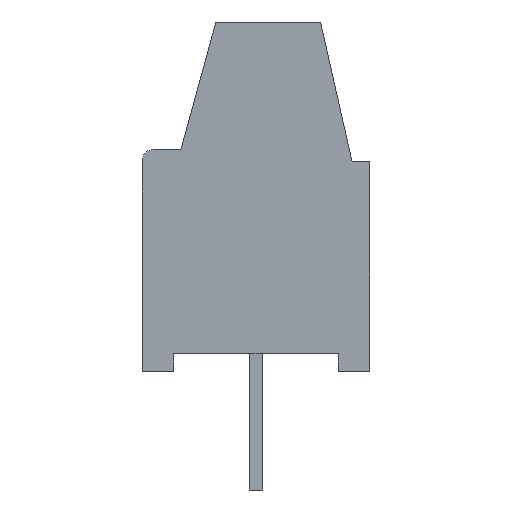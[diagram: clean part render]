
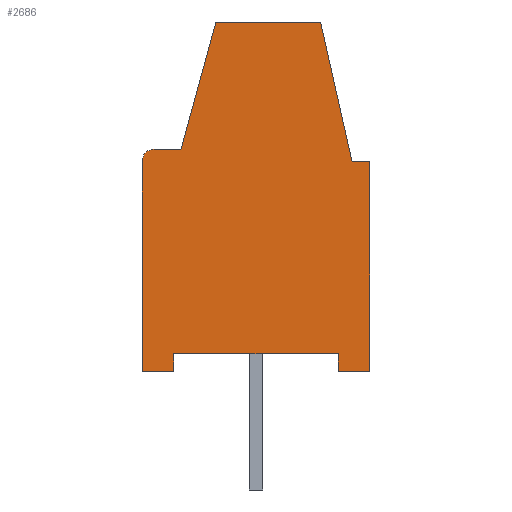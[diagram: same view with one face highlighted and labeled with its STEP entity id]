
A CAD part, left-side view. The second image highlights one B-rep face of the part: STEP entity #2686.
In plain terms, the highlighted planar face has unit normal (-1, 0, 0).
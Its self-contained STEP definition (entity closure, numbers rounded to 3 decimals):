
#593=DIRECTION('',(0.,0.264,-0.964));
#594=VECTOR('',#593,3.785);
#595=CARTESIAN_POINT('',(-5.31,1.15,0.));
#596=LINE('',#595,#594);
#597=DIRECTION('',(0.,1.,0.));
#598=VECTOR('',#597,3.);
#599=CARTESIAN_POINT('',(-5.31,-1.85,0.));
#600=LINE('',#599,#598);
#601=DIRECTION('',(0.,0.22,0.976));
#602=VECTOR('',#601,4.1);
#603=CARTESIAN_POINT('',(-5.31,-2.75,-4.));
#604=LINE('',#603,#602);
#605=DIRECTION('',(0.,1.,0.));
#606=VECTOR('',#605,0.5);
#607=CARTESIAN_POINT('',(-5.31,-3.25,-4.));
#608=LINE('',#607,#606);
#609=DIRECTION('',(0.,0.,1.));
#610=VECTOR('',#609,6.);
#611=CARTESIAN_POINT('',(-5.31,-3.25,-10.));
#612=LINE('',#611,#610);
#613=DIRECTION('',(0.,-1.,0.));
#614=VECTOR('',#613,0.9);
#615=CARTESIAN_POINT('',(-5.31,-2.35,-10.));
#616=LINE('',#615,#614);
#617=DIRECTION('',(0.,0.,-1.));
#618=VECTOR('',#617,0.5);
#619=CARTESIAN_POINT('',(-5.31,-2.35,-9.5));
#620=LINE('',#619,#618);
#621=DIRECTION('',(0.,-1.,0.));
#622=VECTOR('',#621,4.7);
#623=CARTESIAN_POINT('',(-5.31,2.35,-9.5));
#624=LINE('',#623,#622);
#625=DIRECTION('',(0.,0.,1.));
#626=VECTOR('',#625,0.5);
#627=CARTESIAN_POINT('',(-5.31,2.35,-10.));
#628=LINE('',#627,#626);
#629=DIRECTION('',(0.,-1.,0.));
#630=VECTOR('',#629,0.9);
#631=CARTESIAN_POINT('',(-5.31,3.25,-10.));
#632=LINE('',#631,#630);
#633=DIRECTION('',(0.,0.,-1.));
#634=VECTOR('',#633,6.05);
#635=CARTESIAN_POINT('',(-5.31,3.25,-3.95));
#636=LINE('',#635,#634);
#637=CARTESIAN_POINT('',(-5.31,2.95,-3.95));
#638=DIRECTION('',(-1.,0.,0.));
#639=DIRECTION('',(0.,0.,1.));
#640=AXIS2_PLACEMENT_3D('',#637,#638,#639);
#642=DIRECTION('',(0.,1.,0.));
#643=VECTOR('',#642,0.8);
#644=CARTESIAN_POINT('',(-5.31,2.15,-3.65));
#645=LINE('',#644,#643);
#1512=CARTESIAN_POINT('',(-5.31,1.15,0.));
#1513=CARTESIAN_POINT('',(-5.31,2.15,-3.65));
#1514=VERTEX_POINT('',#1512);
#1515=VERTEX_POINT('',#1513);
#1516=CARTESIAN_POINT('',(-5.31,2.95,-3.65));
#1517=VERTEX_POINT('',#1516);
#1518=CARTESIAN_POINT('',(-5.31,3.25,-3.95));
#1519=CARTESIAN_POINT('',(-5.31,3.25,-10.));
#1520=VERTEX_POINT('',#1518);
#1521=VERTEX_POINT('',#1519);
#1522=CARTESIAN_POINT('',(-5.31,2.35,-10.));
#1523=VERTEX_POINT('',#1522);
#1524=CARTESIAN_POINT('',(-5.31,2.35,-9.5));
#1525=VERTEX_POINT('',#1524);
#1526=CARTESIAN_POINT('',(-5.31,-2.35,-9.5));
#1527=VERTEX_POINT('',#1526);
#1528=CARTESIAN_POINT('',(-5.31,-2.35,-10.));
#1529=VERTEX_POINT('',#1528);
#1530=CARTESIAN_POINT('',(-5.31,-3.25,-10.));
#1531=VERTEX_POINT('',#1530);
#1532=CARTESIAN_POINT('',(-5.31,-3.25,-4.));
#1533=VERTEX_POINT('',#1532);
#1534=CARTESIAN_POINT('',(-5.31,-2.75,-4.));
#1535=VERTEX_POINT('',#1534);
#1536=CARTESIAN_POINT('',(-5.31,-1.85,0.));
#1537=VERTEX_POINT('',#1536);
#2661=CARTESIAN_POINT('',(-5.31,0.,0.));
#2662=DIRECTION('',(-1.,0.,0.));
#2663=DIRECTION('',(0.,-1.,0.));
#2664=AXIS2_PLACEMENT_3D('',#2661,#2662,#2663);
#2665=PLANE('',#2664);
#2666=ORIENTED_EDGE('',*,*,#1984,.F.);
#2668=ORIENTED_EDGE('',*,*,#2667,.F.);
#2670=ORIENTED_EDGE('',*,*,#2669,.F.);
#2672=ORIENTED_EDGE('',*,*,#2671,.F.);
#2673=ORIENTED_EDGE('',*,*,#2262,.F.);
#2674=ORIENTED_EDGE('',*,*,#2245,.F.);
#2675=ORIENTED_EDGE('',*,*,#2217,.F.);
#2676=ORIENTED_EDGE('',*,*,#2151,.F.);
#2677=ORIENTED_EDGE('',*,*,#2655,.F.);
#2678=ORIENTED_EDGE('',*,*,#2629,.F.);
#2679=ORIENTED_EDGE('',*,*,#2086,.F.);
#2681=ORIENTED_EDGE('',*,*,#2680,.F.);
#2683=ORIENTED_EDGE('',*,*,#2682,.F.);
#2684=EDGE_LOOP('',(#2666,#2668,#2670,#2672,#2673,#2674,#2675,#2676,#2677,#2678,
#2679,#2681,#2683));
#2685=FACE_OUTER_BOUND('',#2684,.F.);
#2686=ADVANCED_FACE('',(#2685),#2665,.T.);
#641=CIRCLE('',#640,0.3);
#1984=EDGE_CURVE('',#1514,#1515,#596,.T.);
#2086=EDGE_CURVE('',#1520,#1521,#636,.T.);
#2151=EDGE_CURVE('',#1525,#1527,#624,.T.);
#2217=EDGE_CURVE('',#1527,#1529,#620,.T.);
#2245=EDGE_CURVE('',#1529,#1531,#616,.T.);
#2262=EDGE_CURVE('',#1531,#1533,#612,.T.);
#2629=EDGE_CURVE('',#1521,#1523,#632,.T.);
#2655=EDGE_CURVE('',#1523,#1525,#628,.T.);
#2667=EDGE_CURVE('',#1537,#1514,#600,.T.);
#2669=EDGE_CURVE('',#1535,#1537,#604,.T.);
#2671=EDGE_CURVE('',#1533,#1535,#608,.T.);
#2680=EDGE_CURVE('',#1517,#1520,#641,.T.);
#2682=EDGE_CURVE('',#1515,#1517,#645,.T.);
